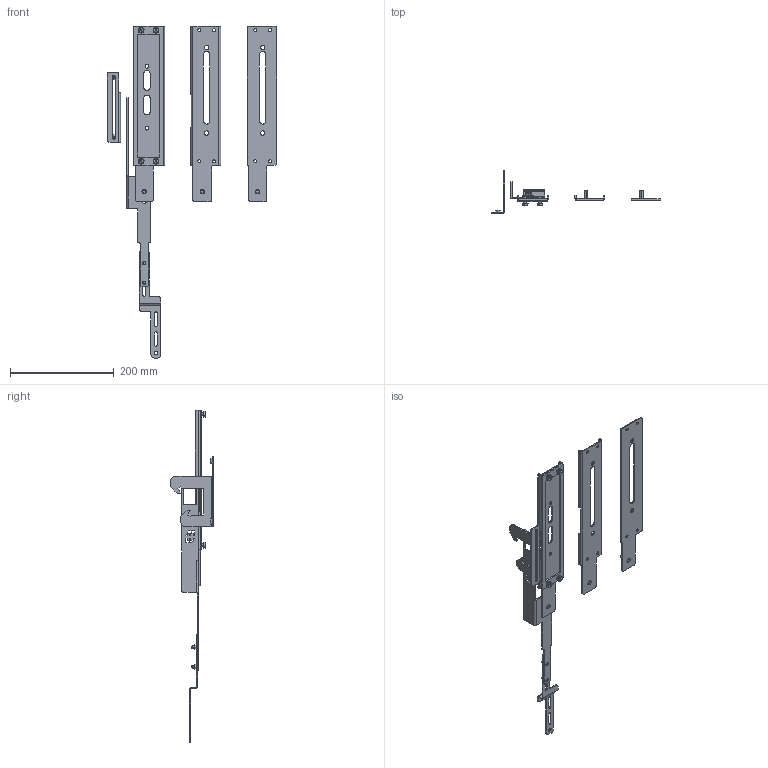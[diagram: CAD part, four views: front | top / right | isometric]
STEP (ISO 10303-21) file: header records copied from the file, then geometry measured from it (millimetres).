
FILE_DESCRIPTION (( 'STEP AP203' ), '1' );
FILE_NAME ('AKU_Default.step', '2019-11-12T20:44:30', ( '' ), ( '' ), 'SwSTEP 2.0', 'SolidWorks 2019', '' );
FILE_SCHEMA (( 'CONFIG_CONTROL_DESIGN' ));
Length unit declared in the file: inch
Products named in the file (1): AKU_Default
Bounding box: 326.23 x 82.5 x 639.61 mm (x, y, z)
Volume: 206273.1 mm3; surface area: 190901.6 mm2
Topology: 24 solids, 24 shells, 538 faces, 1406 edges, 926 vertices
Faces by surface type: plane 298, cylinder 212, bspline 18, cone 10
Entity records: 17155 total; most frequent: CARTESIAN_POINT 3355, DIRECTION 2888, ORIENTED_EDGE 2812, EDGE_CURVE 1406, AXIS2_PLACEMENT_3D 995, VERTEX_POINT 926, LINE 898, VECTOR 898
